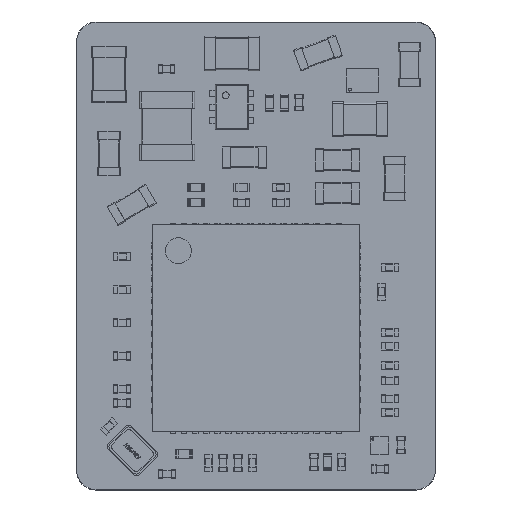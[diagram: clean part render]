
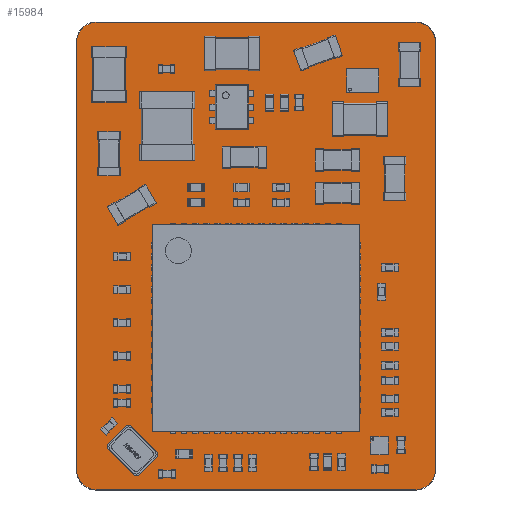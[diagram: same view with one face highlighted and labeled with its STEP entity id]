
A CAD part, top view. The second image highlights one B-rep face of the part: STEP entity #15984.
In plain terms, the highlighted planar face has unit normal (0, 0, 1).
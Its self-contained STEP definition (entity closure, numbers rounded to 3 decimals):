
#1656=FACE_OUTER_BOUND('',#2604,.T.);
#2604=EDGE_LOOP('',(#13924,#13925,#13926,#13927,#13928,#13929,#13930,#13931));
#3037=CIRCLE('',#17626,0.75);
#3039=CIRCLE('',#17630,0.75);
#3041=CIRCLE('',#17634,0.75);
#3043=CIRCLE('',#17638,0.75);
#4653=LINE('',#28153,#6276);
#4657=LINE('',#28165,#6280);
#4661=LINE('',#28177,#6284);
#4665=LINE('',#28189,#6288);
#6276=VECTOR('',#21986,10.);
#6280=VECTOR('',#21998,10.);
#6284=VECTOR('',#22010,10.);
#6288=VECTOR('',#22022,10.);
#7701=VERTEX_POINT('',#28150);
#7702=VERTEX_POINT('',#28152);
#7704=VERTEX_POINT('',#28158);
#7706=VERTEX_POINT('',#28164);
#7708=VERTEX_POINT('',#28170);
#7710=VERTEX_POINT('',#28176);
#7712=VERTEX_POINT('',#28182);
#7714=VERTEX_POINT('',#28188);
#9816=EDGE_CURVE('',#7702,#7701,#4653,.T.);
#9819=EDGE_CURVE('',#7704,#7702,#3037,.T.);
#9822=EDGE_CURVE('',#7706,#7704,#4657,.T.);
#9825=EDGE_CURVE('',#7708,#7706,#3039,.T.);
#9828=EDGE_CURVE('',#7710,#7708,#4661,.T.);
#9831=EDGE_CURVE('',#7712,#7710,#3041,.T.);
#9834=EDGE_CURVE('',#7714,#7712,#4665,.T.);
#9837=EDGE_CURVE('',#7701,#7714,#3043,.T.);
#13924=ORIENTED_EDGE('',*,*,#9837,.T.);
#13925=ORIENTED_EDGE('',*,*,#9834,.T.);
#13926=ORIENTED_EDGE('',*,*,#9831,.T.);
#13927=ORIENTED_EDGE('',*,*,#9828,.T.);
#13928=ORIENTED_EDGE('',*,*,#9825,.T.);
#13929=ORIENTED_EDGE('',*,*,#9822,.T.);
#13930=ORIENTED_EDGE('',*,*,#9819,.T.);
#13931=ORIENTED_EDGE('',*,*,#9816,.T.);
#14608=PLANE('',#17639);
#15984=ADVANCED_FACE('',(#1656),#14608,.T.);
#17626=AXIS2_PLACEMENT_3D('',#28159,#21992,#21993);
#17630=AXIS2_PLACEMENT_3D('',#28171,#22004,#22005);
#17634=AXIS2_PLACEMENT_3D('',#28183,#22016,#22017);
#17638=AXIS2_PLACEMENT_3D('',#28193,#22028,#22029);
#17639=AXIS2_PLACEMENT_3D('',#28194,#22030,#22031);
#21986=DIRECTION('',(0.,1.,0.));
#21992=DIRECTION('center_axis',(0.,0.,1.));
#21993=DIRECTION('ref_axis',(0.,-1.,0.));
#21998=DIRECTION('',(1.,0.,0.));
#22004=DIRECTION('center_axis',(0.,0.,1.));
#22005=DIRECTION('ref_axis',(-1.,0.,0.));
#22010=DIRECTION('',(0.,-1.,0.));
#22016=DIRECTION('center_axis',(0.,0.,1.));
#22017=DIRECTION('ref_axis',(0.,1.,0.));
#22022=DIRECTION('',(-1.,0.,0.));
#22028=DIRECTION('center_axis',(0.,0.,1.));
#22029=DIRECTION('ref_axis',(1.,0.,0.));
#22030=DIRECTION('center_axis',(0.,0.,1.));
#22031=DIRECTION('ref_axis',(1.,0.,0.));
#28150=CARTESIAN_POINT('',(9.45,-0.75,0.8));
#28152=CARTESIAN_POINT('',(9.45,-16.205,0.8));
#28153=CARTESIAN_POINT('',(9.45,-16.205,0.8));
#28158=CARTESIAN_POINT('',(8.7,-16.955,0.8));
#28159=CARTESIAN_POINT('Origin',(8.7,-16.205,0.8));
#28164=CARTESIAN_POINT('',(-2.8,-16.955,0.8));
#28165=CARTESIAN_POINT('',(-2.8,-16.955,0.8));
#28170=CARTESIAN_POINT('',(-3.55,-16.205,0.8));
#28171=CARTESIAN_POINT('Origin',(-2.8,-16.205,0.8));
#28176=CARTESIAN_POINT('',(-3.55,-0.75,0.8));
#28177=CARTESIAN_POINT('',(-3.55,-0.75,0.8));
#28182=CARTESIAN_POINT('',(-2.8,0.,0.8));
#28183=CARTESIAN_POINT('Origin',(-2.8,-0.75,0.8));
#28188=CARTESIAN_POINT('',(8.7,0.,0.8));
#28189=CARTESIAN_POINT('',(8.7,0.,0.8));
#28193=CARTESIAN_POINT('Origin',(8.7,-0.75,0.8));
#28194=CARTESIAN_POINT('Origin',(2.95,-8.478,0.8));
